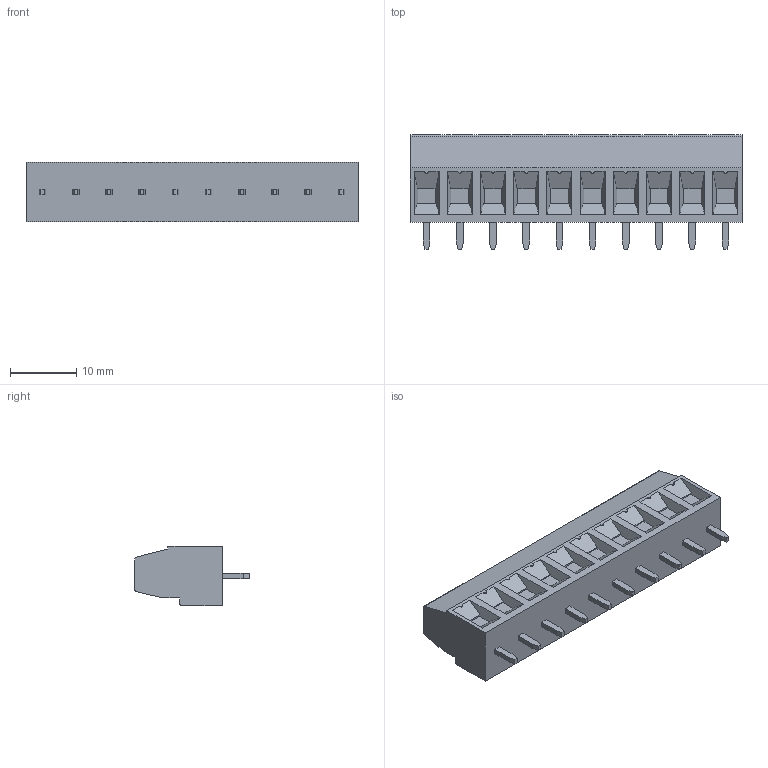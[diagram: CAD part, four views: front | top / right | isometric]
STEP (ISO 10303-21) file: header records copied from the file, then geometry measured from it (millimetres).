
FILE_DESCRIPTION(('STEP AP214'),'1');
FILE_NAME('MVS1510-5-V-L.stp','2018-02-15T11:29:42',(' '),(' '),'Spatial InterOp 3D',' ',' ');
FILE_SCHEMA(('AUTOMOTIVE_DESIGN { 1 0 10303 214 1 1 1 1 }'));
Length unit declared in the file: metre
Products named in the file (1): 1
Bounding box: 50 x 17.25 x 8.9 mm (x, y, z)
Volume: 4625.9 mm3; surface area: 3058.4 mm2
Topology: 1 solids, 1 shells, 354 faces, 916 edges, 614 vertices
Faces by surface type: plane 301, cylinder 43, cone 10
Entity records: 13395 total; most frequent: CARTESIAN_POINT 1855, ORIENTED_EDGE 1792, DIRECTION 1712, EDGE_CURVE 896, LINE 790, VECTOR 790, VERTEX_POINT 604, AXIS2_PLACEMENT_3D 461
